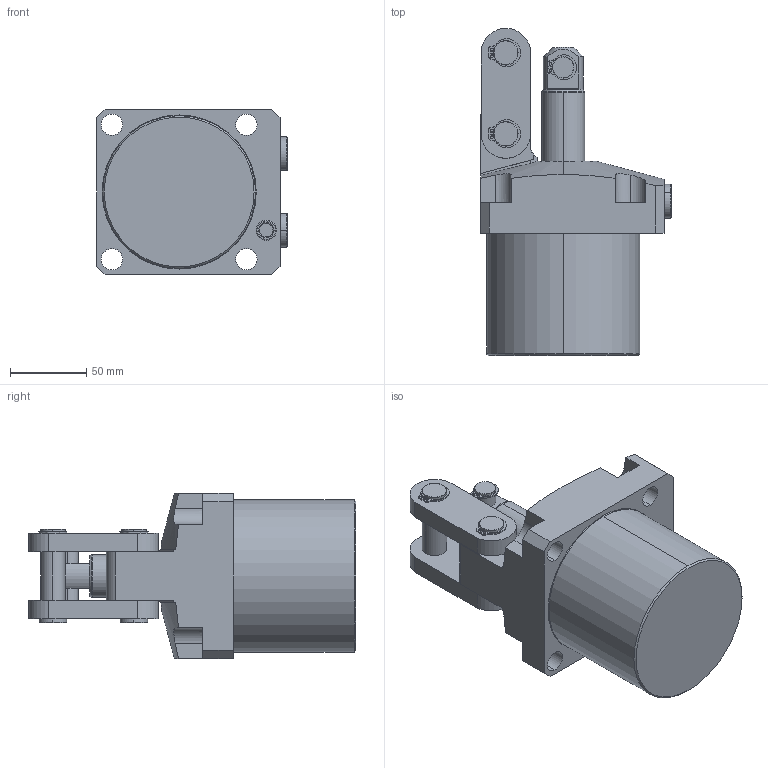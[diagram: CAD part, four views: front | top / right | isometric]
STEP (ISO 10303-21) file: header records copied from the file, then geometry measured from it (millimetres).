
FILE_DESCRIPTION (( 'STEP AP203' ), '1' );
FILE_NAME ('CLT25-F.step', '2014-05-27T00:43:54', ( 'pascal' ), ( 'Hewlett-Packard Company' ), 'SwSTEP 2.0', 'SolidWorks 2012', '' );
FILE_SCHEMA (( 'CONFIG_CONTROL_DESIGN' ));
Length unit declared in the file: millimetre
Products named in the file (5): CLT25-F_BODY; CLT25_ROD; CLT25_LINK; CLT25_PLUG; CLT25-F
Assembly tree (5 placements, depth 2):
  CLT25-F
    CLT25-F_BODY
    CLT25_ROD
    CLT25_LINK
    CLT25_PLUG  x2
Bounding box: 124.8 x 214 x 108 mm (x, y, z)
Volume: 1247446.7 mm3; surface area: 113068 mm2
Topology: 5 solids, 6 shells, 272 faces, 650 edges, 416 vertices
Faces by surface type: plane 113, cylinder 112, torus 26, cone 21
Entity records: 8269 total; most frequent: CARTESIAN_POINT 1669, DIRECTION 1350, ORIENTED_EDGE 1208, EDGE_CURVE 604, AXIS2_PLACEMENT_3D 531, VERTEX_POINT 388, EDGE_LOOP 292, VECTOR 288
